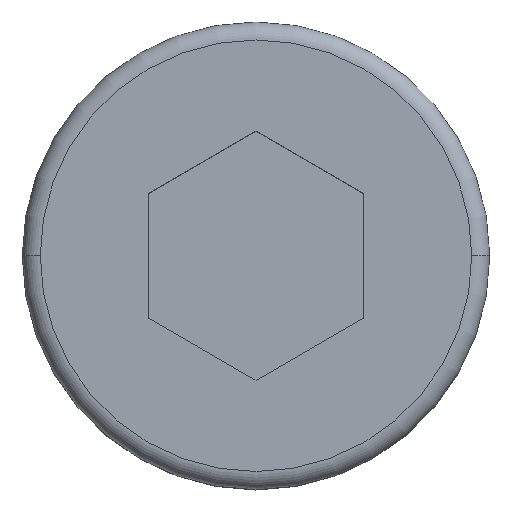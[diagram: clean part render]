
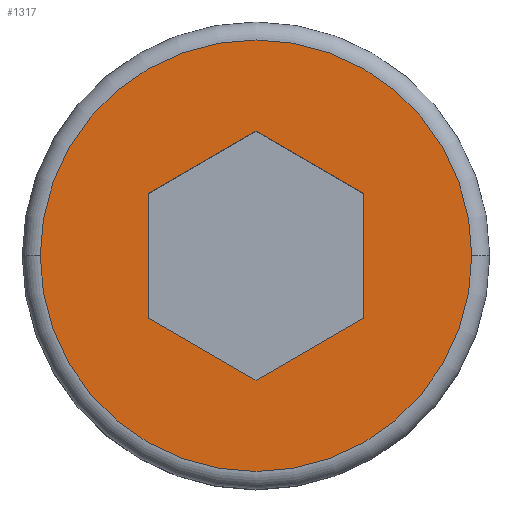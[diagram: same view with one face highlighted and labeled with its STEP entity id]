
A CAD part, top view. The second image highlights one B-rep face of the part: STEP entity #1317.
In plain terms, the highlighted planar face has unit normal (0, 0, 1).
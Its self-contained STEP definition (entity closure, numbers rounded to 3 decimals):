
#152 = CIRCLE ( 'NONE', #3853, 6. ) ;
#177 = CARTESIAN_POINT ( 'NONE',  ( 6., 0., 0. ) ) ;
#387 = ORIENTED_EDGE ( 'NONE', *, *, #5256, .F. ) ;
#568 = EDGE_CURVE ( 'NONE', #4635, #1865, #2961, .T. ) ;
#619 = CARTESIAN_POINT ( 'NONE',  ( 3., -1.732, 0. ) ) ;
#743 = CARTESIAN_POINT ( 'NONE',  ( 0., 3.464, 0. ) ) ;
#777 = CARTESIAN_POINT ( 'NONE',  ( 0., 0., 0. ) ) ;
#856 = CARTESIAN_POINT ( 'NONE',  ( 3., 1.732, 0. ) ) ;
#961 = EDGE_CURVE ( 'NONE', #1865, #3905, #4061, .T. ) ;
#1005 = VECTOR ( 'NONE', #1556, 1000. ) ;
#1087 = AXIS2_PLACEMENT_3D ( 'NONE', #3170, #3207, #2809 ) ;
#1115 = DIRECTION ( 'NONE',  ( -0.866, 0.5, 0. ) ) ;
#1122 = CIRCLE ( 'NONE', #1087, 6. ) ;
#1155 = ORIENTED_EDGE ( 'NONE', *, *, #4361, .F. ) ;
#1302 = ORIENTED_EDGE ( 'NONE', *, *, #1545, .T. ) ;
#1317 = ADVANCED_FACE ( 'NONE', ( #4914, #3414 ), #3362, .T. ) ;
#1318 = VECTOR ( 'NONE', #1115, 1000. ) ;
#1368 = CARTESIAN_POINT ( 'NONE',  ( -3., 1.732, 0. ) ) ;
#1370 = ORIENTED_EDGE ( 'NONE', *, *, #961, .F. ) ;
#1390 = VECTOR ( 'NONE', #3229, 1000. ) ;
#1414 = CARTESIAN_POINT ( 'NONE',  ( -6., 0., 0. ) ) ;
#1545 = EDGE_CURVE ( 'NONE', #3718, #3517, #1122, .T. ) ;
#1556 = DIRECTION ( 'NONE',  ( 0.866, -0.5, 0. ) ) ;
#1621 = CARTESIAN_POINT ( 'NONE',  ( -3., 1.732, 0. ) ) ;
#1761 = CARTESIAN_POINT ( 'NONE',  ( 3., 1.732, 0. ) ) ;
#1865 = VERTEX_POINT ( 'NONE', #856 ) ;
#2090 = ORIENTED_EDGE ( 'NONE', *, *, #3791, .T. ) ;
#2243 = LINE ( 'NONE', #3701, #1005 ) ;
#2313 = AXIS2_PLACEMENT_3D ( 'NONE', #4207, #3838, #2600 ) ;
#2553 = VERTEX_POINT ( 'NONE', #1368 ) ;
#2558 = VECTOR ( 'NONE', #4224, 1000. ) ;
#2568 = VECTOR ( 'NONE', #4092, 1000. ) ;
#2600 = DIRECTION ( 'NONE',  ( 1., 0., 0. ) ) ;
#2739 = EDGE_LOOP ( 'NONE', ( #387, #4104, #1370, #3004, #1155, #3965 ) ) ;
#2809 = DIRECTION ( 'NONE',  ( 1., 0., 0. ) ) ;
#2961 = LINE ( 'NONE', #4519, #2568 ) ;
#3004 = ORIENTED_EDGE ( 'NONE', *, *, #568, .F. ) ;
#3064 = VERTEX_POINT ( 'NONE', #3922 ) ;
#3071 = EDGE_LOOP ( 'NONE', ( #2090, #1302 ) ) ;
#3170 = CARTESIAN_POINT ( 'NONE',  ( 0., 0., 0. ) ) ;
#3207 = DIRECTION ( 'NONE',  ( 0., 0., 1. ) ) ;
#3229 = DIRECTION ( 'NONE',  ( 0., -1., 0. ) ) ;
#3362 = PLANE ( 'NONE',  #2313 ) ;
#3414 = FACE_BOUND ( 'NONE', #2739, .T. ) ;
#3439 = CARTESIAN_POINT ( 'NONE',  ( -3., -1.732, 0. ) ) ;
#3517 = VERTEX_POINT ( 'NONE', #177 ) ;
#3549 = LINE ( 'NONE', #1621, #1390 ) ;
#3701 = CARTESIAN_POINT ( 'NONE',  ( -3., -1.732, 0. ) ) ;
#3718 = VERTEX_POINT ( 'NONE', #1414 ) ;
#3722 = VECTOR ( 'NONE', #4631, 1000. ) ;
#3791 = EDGE_CURVE ( 'NONE', #3517, #3718, #152, .T. ) ;
#3838 = DIRECTION ( 'NONE',  ( 0., 0., 1. ) ) ;
#3853 = AXIS2_PLACEMENT_3D ( 'NONE', #777, #4975, #4482 ) ;
#3905 = VERTEX_POINT ( 'NONE', #4549 ) ;
#3922 = CARTESIAN_POINT ( 'NONE',  ( 0., -3.464, 0. ) ) ;
#3962 = EDGE_CURVE ( 'NONE', #3905, #2553, #4442, .T. ) ;
#3965 = ORIENTED_EDGE ( 'NONE', *, *, #5206, .F. ) ;
#4061 = LINE ( 'NONE', #1761, #1318 ) ;
#4092 = DIRECTION ( 'NONE',  ( 0., 1., 0. ) ) ;
#4104 = ORIENTED_EDGE ( 'NONE', *, *, #3962, .F. ) ;
#4207 = CARTESIAN_POINT ( 'NONE',  ( 0., 0., 0. ) ) ;
#4224 = DIRECTION ( 'NONE',  ( 0.866, 0.5, 0. ) ) ;
#4261 = CARTESIAN_POINT ( 'NONE',  ( 0., -3.464, 0. ) ) ;
#4298 = VERTEX_POINT ( 'NONE', #3439 ) ;
#4361 = EDGE_CURVE ( 'NONE', #3064, #4635, #4971, .T. ) ;
#4442 = LINE ( 'NONE', #743, #3722 ) ;
#4482 = DIRECTION ( 'NONE',  ( 1., 0., 0. ) ) ;
#4519 = CARTESIAN_POINT ( 'NONE',  ( 3., -1.732, 0. ) ) ;
#4549 = CARTESIAN_POINT ( 'NONE',  ( 0., 3.464, 0. ) ) ;
#4631 = DIRECTION ( 'NONE',  ( -0.866, -0.5, 0. ) ) ;
#4635 = VERTEX_POINT ( 'NONE', #619 ) ;
#4914 = FACE_OUTER_BOUND ( 'NONE', #3071, .T. ) ;
#4971 = LINE ( 'NONE', #4261, #2558 ) ;
#4975 = DIRECTION ( 'NONE',  ( 0., 0., 1. ) ) ;
#5206 = EDGE_CURVE ( 'NONE', #4298, #3064, #2243, .T. ) ;
#5256 = EDGE_CURVE ( 'NONE', #2553, #4298, #3549, .T. ) ;
